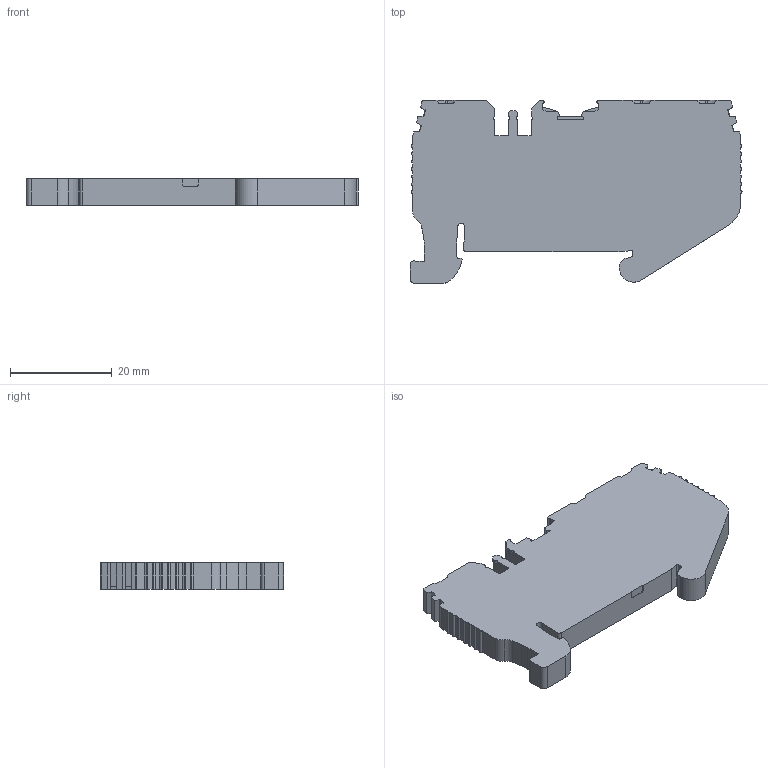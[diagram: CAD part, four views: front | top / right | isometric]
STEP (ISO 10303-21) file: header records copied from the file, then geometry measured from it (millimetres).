
FILE_DESCRIPTION (( 'STEP AP214' ), '1' );
FILE_NAME ('311089_SRD 2,5E_GR.STEP', '2019-12-09T05:58:58', ( '' ), ( '' ), 'SwSTEP 2.0', 'SolidWorks 2019', '' );
FILE_SCHEMA (( 'AUTOMOTIVE_DESIGN' ));
Length unit declared in the file: millimetre
Products named in the file (1): 311089_SRD 2,5E_GR
Bounding box: 65.42 x 36.07 x 5.15 mm (x, y, z)
Volume: 9511.4 mm3; surface area: 5203.5 mm2
Topology: 1 solids, 1 shells, 395 faces, 1149 edges, 764 vertices
Faces by surface type: plane 239, cylinder 156
Entity records: 13084 total; most frequent: CARTESIAN_POINT 2420, ORIENTED_EDGE 2298, DIRECTION 2192, EDGE_CURVE 1149, LINE 824, VECTOR 824, VERTEX_POINT 764, AXIS2_PLACEMENT_3D 684
